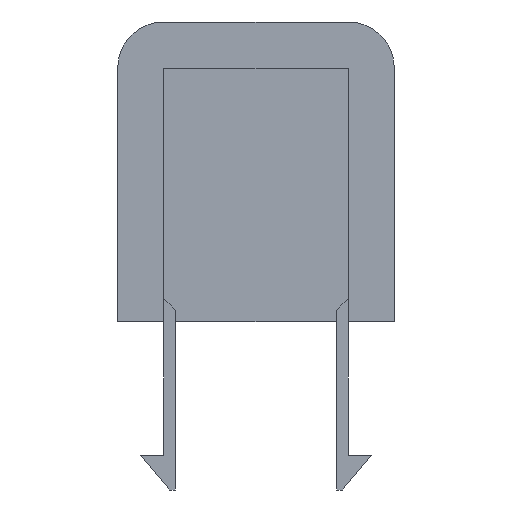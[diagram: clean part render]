
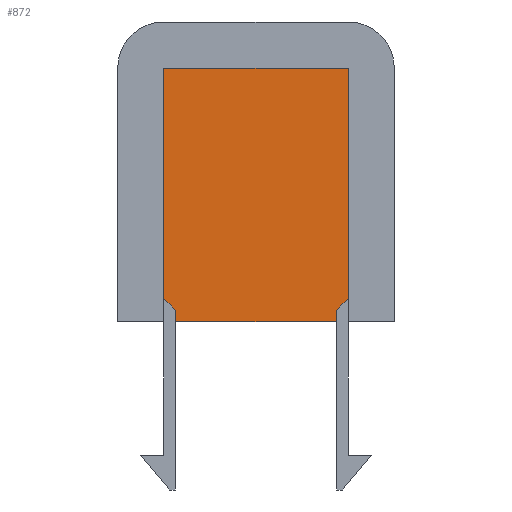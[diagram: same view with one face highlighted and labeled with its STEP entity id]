
A CAD part, front view. The second image highlights one B-rep face of the part: STEP entity #872.
In plain terms, the highlighted planar face has unit normal (0, -1, 0).
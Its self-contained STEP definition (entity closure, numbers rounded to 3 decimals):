
#3 = VERTEX_POINT ( 'NONE', #961 ) ;
#37 = CARTESIAN_POINT ( 'NONE',  ( 0., 25.3, 0. ) ) ;
#47 = EDGE_CURVE ( 'NONE', #676, #3, #632, .T. ) ;
#70 = VECTOR ( 'NONE', #758, 1000. ) ;
#98 = PLANE ( 'NONE',  #400 ) ;
#111 = CARTESIAN_POINT ( 'NONE',  ( 26.8, 25.3, 11. ) ) ;
#172 = LINE ( 'NONE', #259, #445 ) ;
#184 = DIRECTION ( 'NONE',  ( -1., 0., 0. ) ) ;
#258 = ORIENTED_EDGE ( 'NONE', *, *, #689, .F. ) ;
#259 = CARTESIAN_POINT ( 'NONE',  ( 34.8, 25.3, 11. ) ) ;
#308 = CARTESIAN_POINT ( 'NONE',  ( 24.8, 25.3, 0. ) ) ;
#330 = FACE_OUTER_BOUND ( 'NONE', #448, .T. ) ;
#380 = ORIENTED_EDGE ( 'NONE', *, *, #47, .T. ) ;
#394 = CARTESIAN_POINT ( 'NONE',  ( 34.8, 25.3, 0. ) ) ;
#398 = CARTESIAN_POINT ( 'NONE',  ( 26.8, 25.3, 11. ) ) ;
#400 = AXIS2_PLACEMENT_3D ( 'NONE', #37, #424, #971 ) ;
#415 = CARTESIAN_POINT ( 'NONE',  ( 26.8, 25.3, 0. ) ) ;
#424 = DIRECTION ( 'NONE',  ( 0., 1., 0. ) ) ;
#445 = VECTOR ( 'NONE', #483, 1000. ) ;
#448 = EDGE_LOOP ( 'NONE', ( #582, #380, #998, #258 ) ) ;
#483 = DIRECTION ( 'NONE',  ( 0., 0., 1. ) ) ;
#506 = EDGE_CURVE ( 'NONE', #838, #3, #989, .T. ) ;
#550 = DIRECTION ( 'NONE',  ( -1., 0., 0. ) ) ;
#554 = CARTESIAN_POINT ( 'NONE',  ( 34.8, 25.3, 11. ) ) ;
#582 = ORIENTED_EDGE ( 'NONE', *, *, #897, .T. ) ;
#610 = LINE ( 'NONE', #308, #902 ) ;
#632 = LINE ( 'NONE', #398, #685 ) ;
#676 = VERTEX_POINT ( 'NONE', #554 ) ;
#685 = VECTOR ( 'NONE', #184, 1000. ) ;
#689 = EDGE_CURVE ( 'NONE', #765, #838, #610, .T. ) ;
#758 = DIRECTION ( 'NONE',  ( 0., 0., 1. ) ) ;
#765 = VERTEX_POINT ( 'NONE', #394 ) ;
#838 = VERTEX_POINT ( 'NONE', #415 ) ;
#872 = ADVANCED_FACE ( 'NONE', ( #330 ), #98, .F. ) ;
#897 = EDGE_CURVE ( 'NONE', #765, #676, #172, .T. ) ;
#902 = VECTOR ( 'NONE', #550, 1000. ) ;
#961 = CARTESIAN_POINT ( 'NONE',  ( 26.8, 25.3, 11. ) ) ;
#971 = DIRECTION ( 'NONE',  ( 0., 0., 1. ) ) ;
#989 = LINE ( 'NONE', #111, #70 ) ;
#998 = ORIENTED_EDGE ( 'NONE', *, *, #506, .F. ) ;
